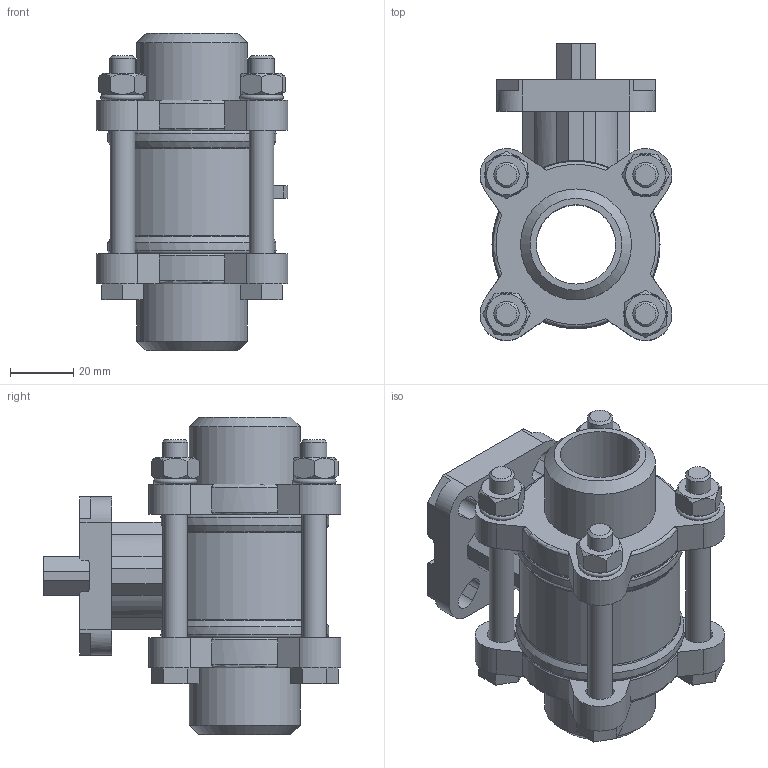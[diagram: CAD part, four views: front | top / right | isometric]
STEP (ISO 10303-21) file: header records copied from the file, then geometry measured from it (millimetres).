
FILE_DESCRIPTION(/* description */ ('STEP AP214'),/* implementation_level */ '2;1');
FILE_NAME(/* name */ '1686689_VZBA-1-WW-63-T-22-F0405-V4V4T',/* time_stamp */ '2024-09-17T23:38:14+02:00',/* author */ ('License CC BY-ND 4.0'),/* organization */ ('CADENAS'),/* preprocessor_version */ 'ST-DEVELOPER v19.3',/* originating_system */ 'PARTsolutions',/* authorisation */ ' ');
FILE_SCHEMA (('AUTOMOTIVE_DESIGN {1 0 10303 214 3 1 1}'));
Length unit declared in the file: millimetre
Products named in the file (1): 1686689 VZBA-1''-WW-63-T-22-F0405-V4V4T
Bounding box: 60.48 x 93.74 x 100 mm (x, y, z)
Volume: 176065.9 mm3; surface area: 49831.4 mm2
Topology: 1 solids, 1 shells, 271 faces, 704 edges, 463 vertices
Faces by surface type: plane 167, cylinder 63, cone 23, torus 18
Full cylindrical faces by diameter (mm): 4.8 x1, 7.75 x4, 8 x4, 9 x9, 15 x1, 25 x1, 32.2 x1, 35 x2, 53 x2
Entity records: 8236 total; most frequent: CARTESIAN_POINT 1836, ORIENTED_EDGE 1276, DIRECTION 1275, EDGE_CURVE 638, AXIS2_PLACEMENT_3D 473, VERTEX_POINT 449, EDGE_LOOP 373, FACE_BOUND 373
